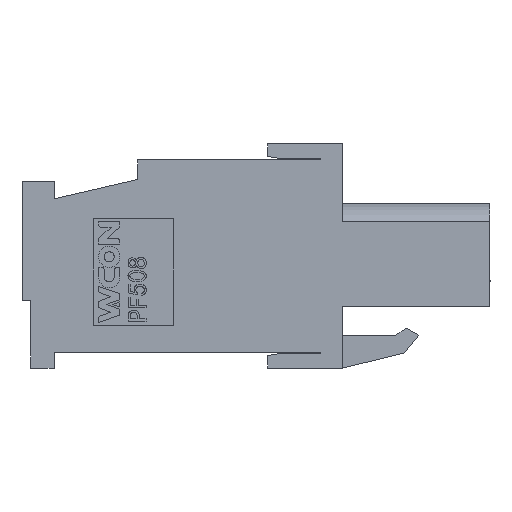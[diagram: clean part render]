
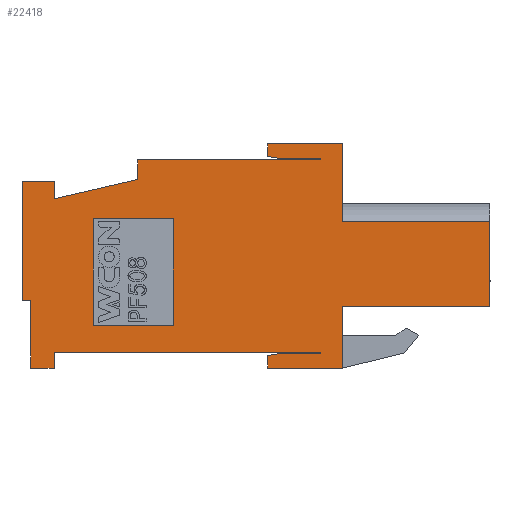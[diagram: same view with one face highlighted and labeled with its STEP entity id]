
A CAD part, left-side view. The second image highlights one B-rep face of the part: STEP entity #22418.
In plain terms, the highlighted planar face has unit normal (-1, 0, 0).
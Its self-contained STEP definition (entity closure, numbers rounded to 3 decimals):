
#453=CARTESIAN_POINT('',(-23.257,15.383,-2.289));
#454=VERTEX_POINT('',#453);
#455=CARTESIAN_POINT('',(-23.257,15.383,3.846));
#456=VERTEX_POINT('',#455);
#457=CARTESIAN_POINT('',(-23.257,15.383,-2.289));
#458=DIRECTION('',(0.,0.,1.));
#459=VECTOR('',#458,6.135);
#460=LINE('',#457,#459);
#461=EDGE_CURVE('',#454,#456,#460,.T.);
#740=CARTESIAN_POINT('',(-23.257,13.735,3.846));
#741=VERTEX_POINT('',#740);
#742=CARTESIAN_POINT('',(-23.257,13.735,3.846));
#743=DIRECTION('',(0.,1.,0.));
#744=VECTOR('',#743,1.648);
#745=LINE('',#742,#744);
#746=EDGE_CURVE('',#741,#456,#745,.T.);
#771=CARTESIAN_POINT('',(-23.257,14.925,-2.289));
#772=VERTEX_POINT('',#771);
#773=CARTESIAN_POINT('',(-23.257,15.383,-2.289));
#774=DIRECTION('',(0.,-1.,0.));
#775=VECTOR('',#774,0.458);
#776=LINE('',#773,#775);
#777=EDGE_CURVE('',#454,#772,#776,.T.);
#1132=CARTESIAN_POINT('',(-23.257,14.925,-5.769));
#1133=VERTEX_POINT('',#1132);
#1134=CARTESIAN_POINT('',(-23.257,14.925,-2.289));
#1135=DIRECTION('',(0.,0.,-1.));
#1136=VECTOR('',#1135,3.479);
#1137=LINE('',#1134,#1136);
#1138=EDGE_CURVE('',#772,#1133,#1137,.T.);
#1163=CARTESIAN_POINT('',(-23.257,13.735,-5.769));
#1164=VERTEX_POINT('',#1163);
#1165=CARTESIAN_POINT('',(-23.257,14.925,-5.769));
#1166=DIRECTION('',(0.,-1.,0.));
#1167=VECTOR('',#1166,1.19);
#1168=LINE('',#1165,#1167);
#1169=EDGE_CURVE('',#1133,#1164,#1168,.T.);
#1194=CARTESIAN_POINT('',(-23.257,13.735,-4.944));
#1195=VERTEX_POINT('',#1194);
#1196=CARTESIAN_POINT('',(-23.257,13.735,-5.769));
#1197=DIRECTION('',(0.,0.,1.));
#1198=VECTOR('',#1197,0.824);
#1199=LINE('',#1196,#1198);
#1200=EDGE_CURVE('',#1164,#1195,#1199,.T.);
#1379=CARTESIAN_POINT('',(-23.257,0.,-4.944));
#1380=VERTEX_POINT('',#1379);
#1387=CARTESIAN_POINT('',(-23.257,13.735,-4.944));
#1388=DIRECTION('',(0.,-1.,0.));
#1389=VECTOR('',#1388,13.735);
#1390=LINE('',#1387,#1389);
#1391=EDGE_CURVE('',#1195,#1380,#1390,.T.);
#1544=CARTESIAN_POINT('',(-23.257,0.,4.944));
#1545=VERTEX_POINT('',#1544);
#1546=CARTESIAN_POINT('',(-23.257,9.431,4.944));
#1547=VERTEX_POINT('',#1546);
#1548=CARTESIAN_POINT('',(-23.257,0.,4.944));
#1549=DIRECTION('',(0.,1.,0.));
#1550=VECTOR('',#1549,9.431);
#1551=LINE('',#1548,#1550);
#1552=EDGE_CURVE('',#1545,#1547,#1551,.T.);
#2178=CARTESIAN_POINT('',(-23.257,9.431,3.937));
#2179=VERTEX_POINT('',#2178);
#2180=CARTESIAN_POINT('',(-23.257,9.431,4.944));
#2181=DIRECTION('',(0.,0.,-1.));
#2182=VECTOR('',#2181,1.007);
#2183=LINE('',#2180,#2182);
#2184=EDGE_CURVE('',#1547,#2179,#2183,.T.);
#2209=CARTESIAN_POINT('',(-23.257,13.735,2.944));
#2210=VERTEX_POINT('',#2209);
#2211=CARTESIAN_POINT('',(-23.257,9.431,3.937));
#2212=DIRECTION('',(0.,0.974,-0.225));
#2213=VECTOR('',#2212,4.417);
#2214=LINE('',#2211,#2213);
#2215=EDGE_CURVE('',#2179,#2210,#2214,.T.);
#2240=CARTESIAN_POINT('',(-23.257,13.735,2.944));
#2241=DIRECTION('',(0.,0.,1.));
#2242=VECTOR('',#2241,0.902);
#2243=LINE('',#2240,#2242);
#2244=EDGE_CURVE('',#2210,#741,#2243,.T.);
#2262=CARTESIAN_POINT('',(-23.257,11.72,1.923));
#2263=VERTEX_POINT('',#2262);
#2264=CARTESIAN_POINT('',(-23.257,7.6,1.923));
#2265=VERTEX_POINT('',#2264);
#2266=CARTESIAN_POINT('',(-23.257,11.72,1.923));
#2267=DIRECTION('',(0.,-1.,0.));
#2268=VECTOR('',#2267,4.12);
#2269=LINE('',#2266,#2268);
#2270=EDGE_CURVE('',#2263,#2265,#2269,.T.);
#2302=CARTESIAN_POINT('',(-23.257,7.6,-3.571));
#2303=VERTEX_POINT('',#2302);
#2304=CARTESIAN_POINT('',(-23.257,7.6,1.923));
#2305=DIRECTION('',(0.,0.,-1.));
#2306=VECTOR('',#2305,5.494);
#2307=LINE('',#2304,#2306);
#2308=EDGE_CURVE('',#2265,#2303,#2307,.T.);
#2333=CARTESIAN_POINT('',(-23.257,11.72,-3.571));
#2334=VERTEX_POINT('',#2333);
#2335=CARTESIAN_POINT('',(-23.257,7.6,-3.571));
#2336=DIRECTION('',(0.,1.,0.));
#2337=VECTOR('',#2336,4.12);
#2338=LINE('',#2335,#2337);
#2339=EDGE_CURVE('',#2303,#2334,#2338,.T.);
#2364=CARTESIAN_POINT('',(-23.257,11.72,-3.571));
#2365=DIRECTION('',(0.,0.,1.));
#2366=VECTOR('',#2365,5.494);
#2367=LINE('',#2364,#2366);
#2368=EDGE_CURVE('',#2334,#2263,#2367,.T.);
#22276=CARTESIAN_POINT('',(-23.257,3.411,-0.046));
#22277=DIRECTION('',(0.,0.,1.));
#22278=DIRECTION('',(-1.,0.,0.));
#22279=AXIS2_PLACEMENT_3D('',#22276,#22278,#22277);
#22280=PLANE('',#22279);
#22281=CARTESIAN_POINT('',(-23.257,2.228,5.036));
#22282=VERTEX_POINT('',#22281);
#22283=CARTESIAN_POINT('',(-23.257,2.747,5.128));
#22284=VERTEX_POINT('',#22283);
#22285=CARTESIAN_POINT('',(-23.257,2.228,5.036));
#22286=DIRECTION('',(0.,0.985,0.174));
#22287=VECTOR('',#22286,0.527);
#22288=LINE('',#22285,#22287);
#22289=EDGE_CURVE('',#22282,#22284,#22288,.T.);
#22290=ORIENTED_EDGE('',*,*,#22289,.F.);
#22291=CARTESIAN_POINT('',(-23.257,0.,5.036));
#22292=VERTEX_POINT('',#22291);
#22293=CARTESIAN_POINT('',(-23.257,0.,5.036));
#22294=DIRECTION('',(0.,1.,0.));
#22295=VECTOR('',#22294,2.228);
#22296=LINE('',#22293,#22295);
#22297=EDGE_CURVE('',#22292,#22282,#22296,.T.);
#22298=ORIENTED_EDGE('',*,*,#22297,.F.);
#22299=CARTESIAN_POINT('',(-23.257,0.,4.944));
#22300=DIRECTION('',(0.,0.,1.));
#22301=VECTOR('',#22300,0.092);
#22302=LINE('',#22299,#22301);
#22303=EDGE_CURVE('',#1545,#22292,#22302,.T.);
#22304=ORIENTED_EDGE('',*,*,#22303,.F.);
#22305=ORIENTED_EDGE('',*,*,#1552,.T.);
#22306=ORIENTED_EDGE('',*,*,#2184,.T.);
#22307=ORIENTED_EDGE('',*,*,#2215,.T.);
#22308=ORIENTED_EDGE('',*,*,#2244,.T.);
#22309=ORIENTED_EDGE('',*,*,#746,.T.);
#22310=ORIENTED_EDGE('',*,*,#461,.F.);
#22311=ORIENTED_EDGE('',*,*,#777,.T.);
#22312=ORIENTED_EDGE('',*,*,#1138,.T.);
#22313=ORIENTED_EDGE('',*,*,#1169,.T.);
#22314=ORIENTED_EDGE('',*,*,#1200,.T.);
#22315=ORIENTED_EDGE('',*,*,#1391,.T.);
#22316=CARTESIAN_POINT('',(-23.257,0.,-5.036));
#22317=VERTEX_POINT('',#22316);
#22318=CARTESIAN_POINT('',(-23.257,0.,-5.036));
#22319=DIRECTION('',(0.,0.,1.));
#22320=VECTOR('',#22319,0.092);
#22321=LINE('',#22318,#22320);
#22322=EDGE_CURVE('',#22317,#1380,#22321,.T.);
#22323=ORIENTED_EDGE('',*,*,#22322,.F.);
#22324=CARTESIAN_POINT('',(-23.257,2.228,-5.036));
#22325=VERTEX_POINT('',#22324);
#22326=CARTESIAN_POINT('',(-23.257,2.228,-5.036));
#22327=DIRECTION('',(0.,-1.,0.));
#22328=VECTOR('',#22327,2.228);
#22329=LINE('',#22326,#22328);
#22330=EDGE_CURVE('',#22325,#22317,#22329,.T.);
#22331=ORIENTED_EDGE('',*,*,#22330,.F.);
#22332=CARTESIAN_POINT('',(-23.257,2.747,-5.128));
#22333=VERTEX_POINT('',#22332);
#22334=CARTESIAN_POINT('',(-23.257,2.747,-5.128));
#22335=DIRECTION('',(0.,-0.985,0.174));
#22336=VECTOR('',#22335,0.527);
#22337=LINE('',#22334,#22336);
#22338=EDGE_CURVE('',#22333,#22325,#22337,.T.);
#22339=ORIENTED_EDGE('',*,*,#22338,.F.);
#22340=CARTESIAN_POINT('',(-23.257,2.747,-5.769));
#22341=VERTEX_POINT('',#22340);
#22342=CARTESIAN_POINT('',(-23.257,2.747,-5.769));
#22343=DIRECTION('',(0.,0.,1.));
#22344=VECTOR('',#22343,0.641);
#22345=LINE('',#22342,#22344);
#22346=EDGE_CURVE('',#22341,#22333,#22345,.T.);
#22347=ORIENTED_EDGE('',*,*,#22346,.F.);
#22348=CARTESIAN_POINT('',(-23.257,-1.099,-5.769));
#22349=VERTEX_POINT('',#22348);
#22350=CARTESIAN_POINT('',(-23.257,-1.099,-5.769));
#22351=DIRECTION('',(0.,1.,0.));
#22352=VECTOR('',#22351,3.846);
#22353=LINE('',#22350,#22352);
#22354=EDGE_CURVE('',#22349,#22341,#22353,.T.);
#22355=ORIENTED_EDGE('',*,*,#22354,.F.);
#22356=CARTESIAN_POINT('',(-23.257,-1.099,-2.61));
#22357=VERTEX_POINT('',#22356);
#22358=CARTESIAN_POINT('',(-23.257,-1.099,-2.61));
#22359=DIRECTION('',(0.,0.,-1.));
#22360=VECTOR('',#22359,3.159);
#22361=LINE('',#22358,#22360);
#22362=EDGE_CURVE('',#22357,#22349,#22361,.T.);
#22363=ORIENTED_EDGE('',*,*,#22362,.F.);
#22364=CARTESIAN_POINT('',(-23.257,-8.699,-2.61));
#22365=VERTEX_POINT('',#22364);
#22366=CARTESIAN_POINT('',(-23.257,-1.099,-2.61));
#22367=DIRECTION('',(0.,-1.,0.));
#22368=VECTOR('',#22367,7.6);
#22369=LINE('',#22366,#22368);
#22370=EDGE_CURVE('',#22357,#22365,#22369,.T.);
#22371=ORIENTED_EDGE('',*,*,#22370,.T.);
#22372=CARTESIAN_POINT('',(-23.257,-8.699,1.785));
#22373=VERTEX_POINT('',#22372);
#22374=CARTESIAN_POINT('',(-23.257,-8.699,1.785));
#22375=DIRECTION('',(0.,0.,-1.));
#22376=VECTOR('',#22375,4.395);
#22377=LINE('',#22374,#22376);
#22378=EDGE_CURVE('',#22373,#22365,#22377,.T.);
#22379=ORIENTED_EDGE('',*,*,#22378,.F.);
#22380=CARTESIAN_POINT('',(-23.257,-1.099,1.785));
#22381=VERTEX_POINT('',#22380);
#22382=CARTESIAN_POINT('',(-23.257,-8.699,1.785));
#22383=DIRECTION('',(0.,1.,0.));
#22384=VECTOR('',#22383,7.6);
#22385=LINE('',#22382,#22384);
#22386=EDGE_CURVE('',#22373,#22381,#22385,.T.);
#22387=ORIENTED_EDGE('',*,*,#22386,.T.);
#22388=CARTESIAN_POINT('',(-23.257,-1.099,5.769));
#22389=VERTEX_POINT('',#22388);
#22390=CARTESIAN_POINT('',(-23.257,-1.099,5.769));
#22391=DIRECTION('',(0.,0.,-1.));
#22392=VECTOR('',#22391,3.983);
#22393=LINE('',#22390,#22392);
#22394=EDGE_CURVE('',#22389,#22381,#22393,.T.);
#22395=ORIENTED_EDGE('',*,*,#22394,.F.);
#22396=CARTESIAN_POINT('',(-23.257,2.747,5.769));
#22397=VERTEX_POINT('',#22396);
#22398=CARTESIAN_POINT('',(-23.257,2.747,5.769));
#22399=DIRECTION('',(0.,-1.,0.));
#22400=VECTOR('',#22399,3.846);
#22401=LINE('',#22398,#22400);
#22402=EDGE_CURVE('',#22397,#22389,#22401,.T.);
#22403=ORIENTED_EDGE('',*,*,#22402,.F.);
#22404=CARTESIAN_POINT('',(-23.257,2.747,5.128));
#22405=DIRECTION('',(0.,0.,1.));
#22406=VECTOR('',#22405,0.641);
#22407=LINE('',#22404,#22406);
#22408=EDGE_CURVE('',#22284,#22397,#22407,.T.);
#22409=ORIENTED_EDGE('',*,*,#22408,.F.);
#22410=EDGE_LOOP('',(#22290,#22298,#22304,#22305,#22306,#22307,#22308,#22309,#22310,#22311,#22312,#22313,#22314,#22315,#22323,#22331,#22339,#22347,#22355,#22363,#22371,#22379,#22387,#22395,#22403,#22409));
#22411=FACE_OUTER_BOUND('',#22410,.T.);
#22412=ORIENTED_EDGE('',*,*,#2270,.T.);
#22413=ORIENTED_EDGE('',*,*,#2308,.T.);
#22414=ORIENTED_EDGE('',*,*,#2339,.T.);
#22415=ORIENTED_EDGE('',*,*,#2368,.T.);
#22416=EDGE_LOOP('',(#22412,#22413,#22414,#22415));
#22417=FACE_BOUND('',#22416,.T.);
#22418=ADVANCED_FACE('',(#22411,#22417),#22280,.T.);
